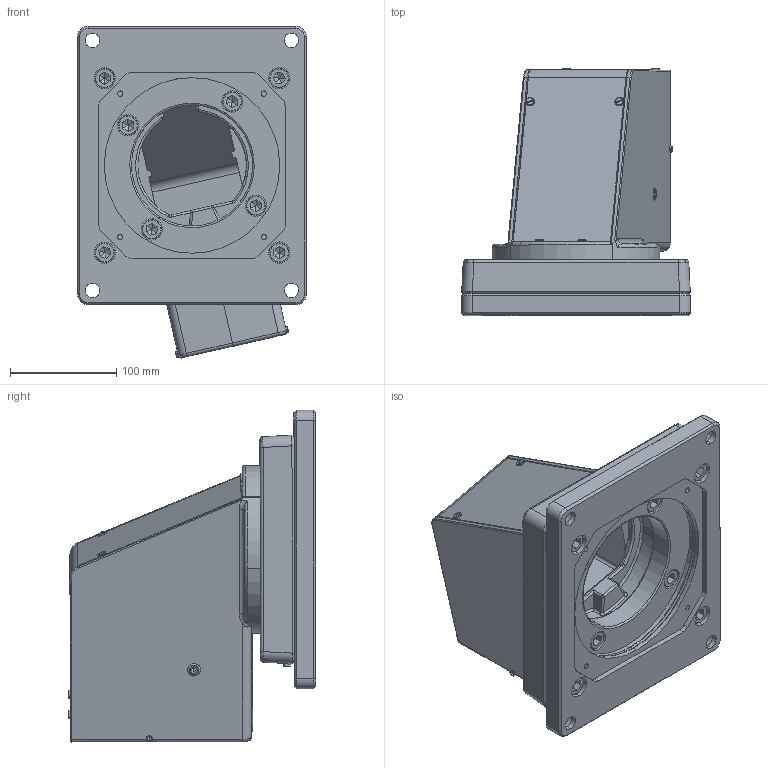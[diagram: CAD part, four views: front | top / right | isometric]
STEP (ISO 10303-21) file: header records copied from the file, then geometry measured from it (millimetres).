
FILE_DESCRIPTION (( 'STEP AP214' ), '1' );
FILE_NAME ('49906601.STEP', '2012-02-14T13:31:49', ( ' ' ), ( '' ), 'SwSTEP 2.0', 'SolidWorks 2011', '' );
FILE_SCHEMA (( 'AUTOMOTIVE_DESIGN' ));
Length unit declared in the file: millimetre
Products named in the file (14): 95038; 94912; 93115; 94207; 93109; 84026; 94906; 94907; 93099; 84027; 94505; 84081; 49906601; 93113
Assembly tree (36 placements, depth 2):
  49906601
    84027
    94906
    93113  x7
    93109  x8
    95038
    93115  x6
    93099  x4
    94207
    94912
    84081  x2
    84026
    94505  x2
    94907
Bounding box: 215.12 x 232.63 x 312.06 mm (x, y, z)
Volume: 2639957.7 mm3; surface area: 695283.9 mm2
Topology: 36 solids, 36 shells, 1217 faces, 2781 edges, 1659 vertices
Faces by surface type: plane 505, cylinder 416, cone 133, torus 106, bspline 37, sphere 20
Entity records: 24707 total; most frequent: CARTESIAN_POINT 5890, DIRECTION 3883, ORIENTED_EDGE 3550, EDGE_CURVE 1775, AXIS2_PLACEMENT_3D 1528, VERTEX_POINT 1089, EDGE_LOOP 862, VECTOR 827
